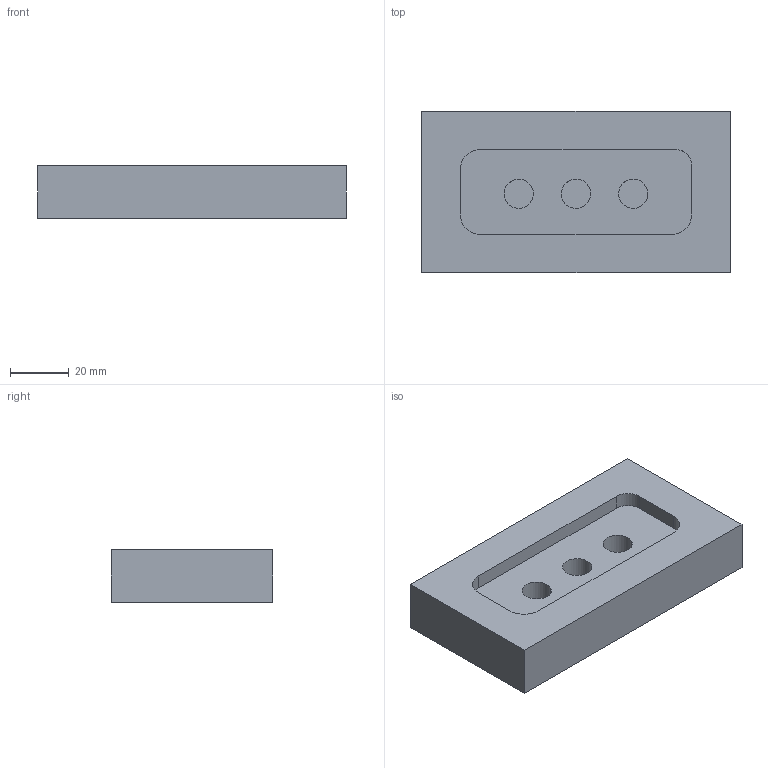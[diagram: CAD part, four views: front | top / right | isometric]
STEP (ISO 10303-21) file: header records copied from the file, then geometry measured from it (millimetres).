
FILE_DESCRIPTION(('CATIA V5 STEP Exchange'),'2;1');
FILE_NAME('Part1.1.stp','2017-06-20T20:19:27+00:00',('none'),('none'),'CATIA Version 5 Release 18 GA (IN-10)','CATIA V5 STEP AP203','none');
FILE_SCHEMA(('CONFIG_CONTROL_DESIGN'));
Length unit declared in the file: millimetre
Products named in the file (1): Part1
Bounding box: 105 x 55 x 18 mm (x, y, z)
Volume: 90330 mm3; surface area: 19275.4 mm2
Topology: 1 solids, 1 shells, 24 faces, 54 edges, 36 vertices
Faces by surface type: plane 14, cylinder 10
Entity records: 675 total; most frequent: CARTESIAN_POINT 110, ORIENTED_EDGE 108, DIRECTION 92, EDGE_CURVE 54, AXIS2_PLACEMENT_3D 40, VERTEX_POINT 36, VECTOR 34, LINE 34
